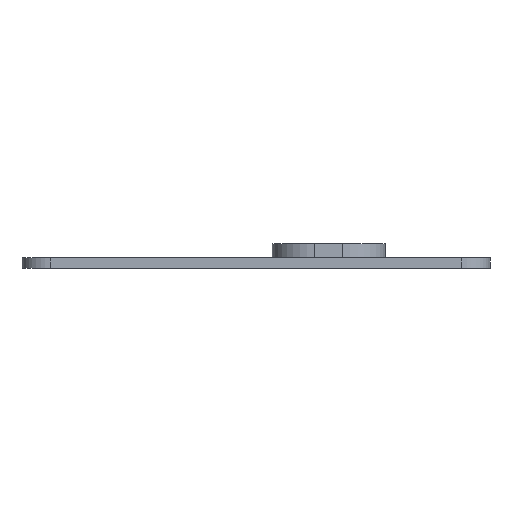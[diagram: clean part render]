
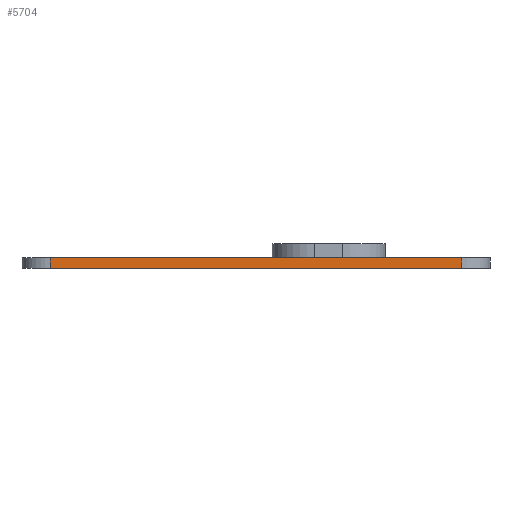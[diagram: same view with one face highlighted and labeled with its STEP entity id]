
A CAD part, front view. The second image highlights one B-rep face of the part: STEP entity #5704.
In plain terms, the highlighted planar face has unit normal (0, -1, 0).
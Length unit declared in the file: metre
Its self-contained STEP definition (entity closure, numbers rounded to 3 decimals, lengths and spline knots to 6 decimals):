
#413=LINE('',#7526,#953);
#433=LINE('',#7611,#973);
#496=LINE('',#7776,#1036);
#497=LINE('',#7778,#1037);
#953=VECTOR('',#6339,1.);
#973=VECTOR('',#6405,1.);
#1036=VECTOR('',#6586,1.);
#1037=VECTOR('',#6589,1.);
#1735=ORIENTED_EDGE('',*,*,#3299,.F.);
#1736=ORIENTED_EDGE('',*,*,#3385,.F.);
#1737=ORIENTED_EDGE('',*,*,#3257,.T.);
#1738=ORIENTED_EDGE('',*,*,#3384,.T.);
#3257=EDGE_CURVE('',#4136,#4135,#413,.T.);
#3299=EDGE_CURVE('',#4177,#4178,#433,.T.);
#3384=EDGE_CURVE('',#4135,#4178,#496,.T.);
#3385=EDGE_CURVE('',#4136,#4177,#497,.T.);
#4135=VERTEX_POINT('',#7525);
#4136=VERTEX_POINT('',#7527);
#4177=VERTEX_POINT('',#7610);
#4178=VERTEX_POINT('',#7612);
#4877=EDGE_LOOP('',(#1735,#1736,#1737,#1738));
#5227=FACE_BOUND('',#4877,.T.);
#5541=PLANE('',#6082);
#5704=ADVANCED_FACE('',(#5227),#5541,.T.);
#6082=AXIS2_PLACEMENT_3D('',#7777,#6587,#6588);
#6339=DIRECTION('',(-1.,0.,0.));
#6405=DIRECTION('',(-1.,0.,0.));
#6586=DIRECTION('',(0.,0.,-1.));
#6587=DIRECTION('',(0.,-1.,0.));
#6588=DIRECTION('',(0.,0.,-1.));
#6589=DIRECTION('',(0.,0.,-1.));
#7525=CARTESIAN_POINT('',(-0.029,-0.04825,0.0148));
#7526=CARTESIAN_POINT('',(0.,-0.04825,0.0148));
#7527=CARTESIAN_POINT('',(0.029,-0.04825,0.0148));
#7610=CARTESIAN_POINT('',(0.029,-0.04825,0.0133));
#7611=CARTESIAN_POINT('',(0.,-0.04825,0.0133));
#7612=CARTESIAN_POINT('',(-0.029,-0.04825,0.0133));
#7776=CARTESIAN_POINT('',(-0.029,-0.04825,0.0148));
#7777=CARTESIAN_POINT('',(0.,-0.04825,0.0148));
#7778=CARTESIAN_POINT('',(0.029,-0.04825,0.0148));
